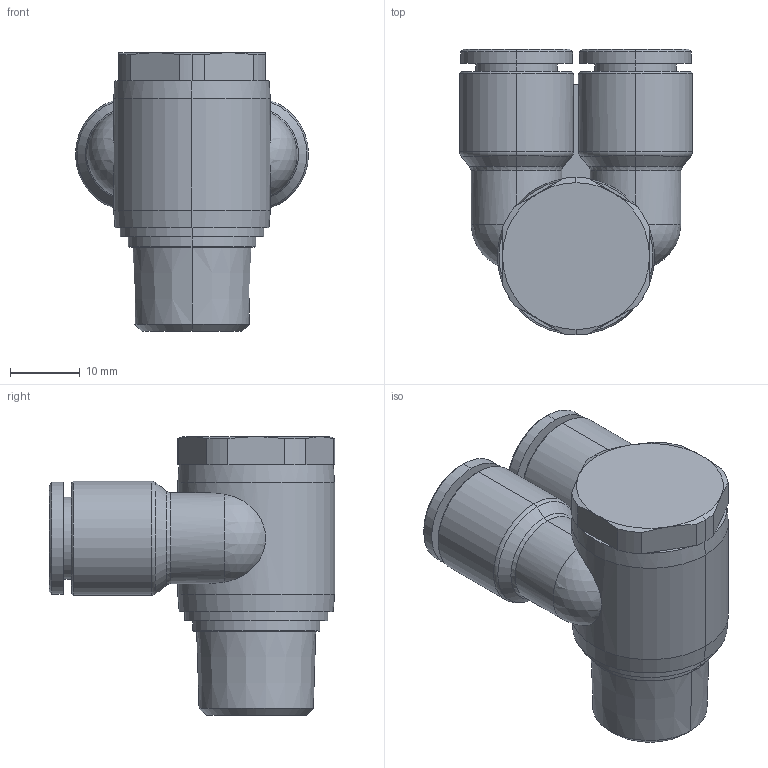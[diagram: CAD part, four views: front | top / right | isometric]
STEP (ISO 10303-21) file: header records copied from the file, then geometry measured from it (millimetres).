
FILE_DESCRIPTION((''),'2;1');
FILE_NAME('GPA_1003(3D).stp','2012-12-17T14:14:09',(''),(''),'Mechanical Desktop.R8.0.24.0','Mechanical Desktop.R8.0.24.0',', , ');
FILE_SCHEMA(('CONFIG_CONTROL_DESIGN'));
Length unit declared in the file: millimetre
Products named in the file (2): GPA_1003(3D); ºÎÇ°1
Assembly tree (1 placements, depth 2):
  GPA_1003(3D)
    ºÎÇ°1
Bounding box: 33.3 x 40.85 x 39.8 mm (x, y, z)
Volume: 15028.3 mm3; surface area: 8387.6 mm2
Topology: 1 solids, 1 shells, 894 faces, 2519 edges, 1657 vertices
Faces by surface type: plane 786, cone 44, cylinder 40, bspline 16, torus 6, sphere 2
Entity records: 28880 total; most frequent: CARTESIAN_POINT 5708, ORIENTED_EDGE 5034, DIRECTION 4377, EDGE_CURVE 2517, VECTOR 2309, LINE 2309, VERTEX_POINT 1657, AXIS2_PLACEMENT_3D 1034
